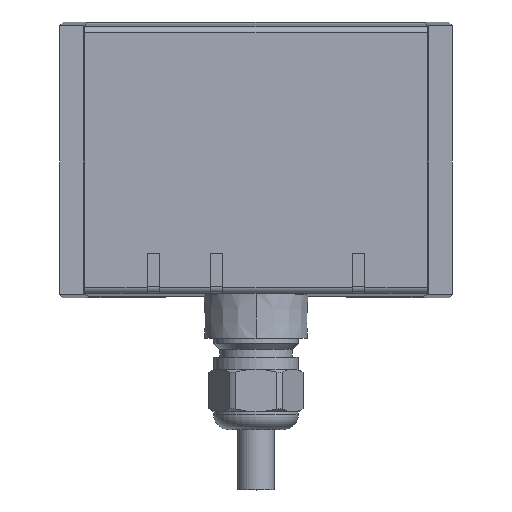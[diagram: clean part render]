
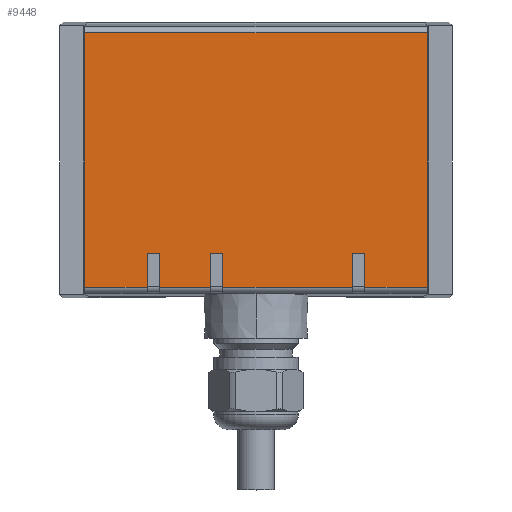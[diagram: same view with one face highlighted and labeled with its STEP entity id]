
A CAD part, top view. The second image highlights one B-rep face of the part: STEP entity #9448.
In plain terms, the highlighted planar face has unit normal (0, 0, 1).
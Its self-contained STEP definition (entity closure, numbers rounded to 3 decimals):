
#1880=DIRECTION('',(0.,1.,0.));
#1881=VECTOR('',#1880,42.057);
#1882=CARTESIAN_POINT('',(28.386,-21.029,25.));
#1883=LINE('',#1882,#1881);
#2224=DIRECTION('',(1.,0.,0.));
#2225=VECTOR('',#2224,21.5);
#2226=CARTESIAN_POINT('',(-5.5,-21.029,25.));
#2227=LINE('',#2226,#2225);
#2275=DIRECTION('',(1.,0.,0.));
#2276=VECTOR('',#2275,8.5);
#2277=CARTESIAN_POINT('',(-16.,-21.029,25.));
#2278=LINE('',#2277,#2276);
#2339=DIRECTION('',(1.,0.,0.));
#2340=VECTOR('',#2339,10.386);
#2341=CARTESIAN_POINT('',(-28.386,-21.029,
25.));
#2342=LINE('',#2341,#2340);
#2343=DIRECTION('',(0.,1.,0.));
#2344=VECTOR('',#2343,5.529);
#2345=CARTESIAN_POINT('',(16.,-21.029,25.));
#2346=LINE('',#2345,#2344);
#2347=DIRECTION('',(0.,1.,0.));
#2348=VECTOR('',#2347,5.529);
#2349=CARTESIAN_POINT('',(-5.5,-21.029,25.));
#2350=LINE('',#2349,#2348);
#2351=DIRECTION('',(1.,0.,0.));
#2352=VECTOR('',#2351,2.);
#2353=CARTESIAN_POINT('',(-7.5,-15.5,25.));
#2354=LINE('',#2353,#2352);
#2355=DIRECTION('',(0.,1.,0.));
#2356=VECTOR('',#2355,5.529);
#2357=CARTESIAN_POINT('',(-7.5,-21.029,25.));
#2358=LINE('',#2357,#2356);
#2359=DIRECTION('',(0.,1.,0.));
#2360=VECTOR('',#2359,5.529);
#2361=CARTESIAN_POINT('',(-16.,-21.029,25.));
#2362=LINE('',#2361,#2360);
#2363=DIRECTION('',(1.,0.,0.));
#2364=VECTOR('',#2363,2.);
#2365=CARTESIAN_POINT('',(-18.,-15.5,25.));
#2366=LINE('',#2365,#2364);
#2367=DIRECTION('',(0.,1.,0.));
#2368=VECTOR('',#2367,5.529);
#2369=CARTESIAN_POINT('',(-18.,-21.029,25.));
#2370=LINE('',#2369,#2368);
#2371=DIRECTION('',(0.,1.,0.));
#2372=VECTOR('',#2371,42.057);
#2373=CARTESIAN_POINT('',(-28.386,-21.029,
25.));
#2374=LINE('',#2373,#2372);
#2375=DIRECTION('',(0.,1.,0.));
#2376=VECTOR('',#2375,5.529);
#2377=CARTESIAN_POINT('',(18.,-21.029,25.));
#2378=LINE('',#2377,#2376);
#2379=DIRECTION('',(1.,0.,0.));
#2380=VECTOR('',#2379,2.);
#2381=CARTESIAN_POINT('',(16.,-15.5,25.));
#2382=LINE('',#2381,#2380);
#2415=CARTESIAN_POINT('',(-28.386,21.029,25.));
#2434=DIRECTION('',(-1.,0.,0.));
#2435=VECTOR('',#2434,56.773);
#2436=CARTESIAN_POINT('',(28.386,21.029,25.));
#2437=LINE('',#2436,#2435);
#2459=DIRECTION('',(1.,0.,0.));
#2460=VECTOR('',#2459,10.386);
#2461=CARTESIAN_POINT('',(18.,-21.029,25.));
#2462=LINE('',#2461,#2460);
#2463=CARTESIAN_POINT('',(28.386,-21.029,25.));
#4868=VERTEX_POINT('',#2415);
#4869=CARTESIAN_POINT('',(-28.386,-21.029,
25.));
#4870=VERTEX_POINT('',#4869);
#4952=VERTEX_POINT('',#2463);
#4953=CARTESIAN_POINT('',(28.386,21.029,25.));
#4954=VERTEX_POINT('',#4953);
#5781=CARTESIAN_POINT('',(-7.5,-21.029,25.));
#5782=VERTEX_POINT('',#5781);
#5783=CARTESIAN_POINT('',(-5.5,-21.029,25.));
#5784=VERTEX_POINT('',#5783);
#5785=CARTESIAN_POINT('',(-7.5,-15.5,25.));
#5786=VERTEX_POINT('',#5785);
#5787=CARTESIAN_POINT('',(-5.5,-15.5,25.));
#5788=VERTEX_POINT('',#5787);
#5821=CARTESIAN_POINT('',(-18.,-21.029,25.));
#5822=VERTEX_POINT('',#5821);
#5823=CARTESIAN_POINT('',(-16.,-21.029,25.));
#5824=VERTEX_POINT('',#5823);
#5825=CARTESIAN_POINT('',(-18.,-15.5,25.));
#5826=VERTEX_POINT('',#5825);
#5827=CARTESIAN_POINT('',(-16.,-15.5,25.));
#5828=VERTEX_POINT('',#5827);
#5853=CARTESIAN_POINT('',(16.,-21.029,25.));
#5854=VERTEX_POINT('',#5853);
#5855=CARTESIAN_POINT('',(18.,-21.029,25.));
#5856=VERTEX_POINT('',#5855);
#5857=CARTESIAN_POINT('',(16.,-15.5,25.));
#5858=VERTEX_POINT('',#5857);
#5859=CARTESIAN_POINT('',(18.,-15.5,25.));
#5860=VERTEX_POINT('',#5859);
#9419=CARTESIAN_POINT('',(0.,0.,25.));
#9420=DIRECTION('',(0.,0.,1.));
#9421=DIRECTION('',(1.,0.,0.));
#9422=AXIS2_PLACEMENT_3D('',#9419,#9420,#9421);
#9423=PLANE('',#9422);
#9424=ORIENTED_EDGE('',*,*,#9177,.F.);
#9425=ORIENTED_EDGE('',*,*,#9208,.F.);
#9426=ORIENTED_EDGE('',*,*,#9236,.T.);
#9428=ORIENTED_EDGE('',*,*,#9427,.F.);
#9429=ORIENTED_EDGE('',*,*,#9278,.F.);
#9430=ORIENTED_EDGE('',*,*,#9306,.F.);
#9431=ORIENTED_EDGE('',*,*,#9336,.T.);
#9433=ORIENTED_EDGE('',*,*,#9432,.F.);
#9434=ORIENTED_EDGE('',*,*,#9378,.F.);
#9435=ORIENTED_EDGE('',*,*,#9407,.F.);
#9436=ORIENTED_EDGE('',*,*,#8302,.T.);
#9438=ORIENTED_EDGE('',*,*,#9437,.F.);
#9439=ORIENTED_EDGE('',*,*,#8767,.F.);
#9441=ORIENTED_EDGE('',*,*,#9440,.F.);
#9443=ORIENTED_EDGE('',*,*,#9442,.T.);
#9445=ORIENTED_EDGE('',*,*,#9444,.F.);
#9446=EDGE_LOOP('',(#9424,#9425,#9426,#9428,#9429,#9430,#9431,#9433,#9434,#9435,
#9436,#9438,#9439,#9441,#9443,#9445));
#9447=FACE_OUTER_BOUND('',#9446,.F.);
#9448=ADVANCED_FACE('',(#9447),#9423,.T.);
#8302=EDGE_CURVE('',#4870,#4868,#2374,.T.);
#8767=EDGE_CURVE('',#4952,#4954,#1883,.T.);
#9177=EDGE_CURVE('',#5854,#5858,#2346,.T.);
#9208=EDGE_CURVE('',#5784,#5854,#2227,.T.);
#9236=EDGE_CURVE('',#5784,#5788,#2350,.T.);
#9278=EDGE_CURVE('',#5782,#5786,#2358,.T.);
#9306=EDGE_CURVE('',#5824,#5782,#2278,.T.);
#9336=EDGE_CURVE('',#5824,#5828,#2362,.T.);
#9378=EDGE_CURVE('',#5822,#5826,#2370,.T.);
#9407=EDGE_CURVE('',#4870,#5822,#2342,.T.);
#9427=EDGE_CURVE('',#5786,#5788,#2354,.T.);
#9432=EDGE_CURVE('',#5826,#5828,#2366,.T.);
#9437=EDGE_CURVE('',#4954,#4868,#2437,.T.);
#9440=EDGE_CURVE('',#5856,#4952,#2462,.T.);
#9442=EDGE_CURVE('',#5856,#5860,#2378,.T.);
#9444=EDGE_CURVE('',#5858,#5860,#2382,.T.);
